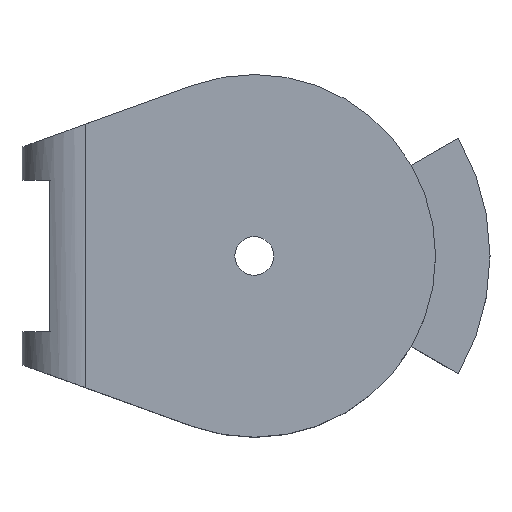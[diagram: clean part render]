
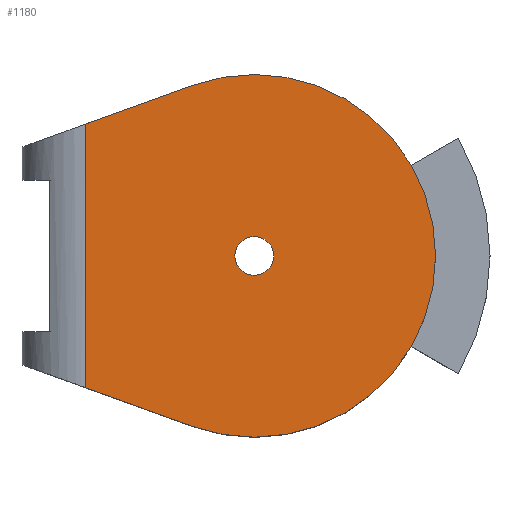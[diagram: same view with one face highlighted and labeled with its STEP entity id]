
A CAD part, top view. The second image highlights one B-rep face of the part: STEP entity #1180.
In plain terms, the highlighted planar face has unit normal (0, 0, 1).
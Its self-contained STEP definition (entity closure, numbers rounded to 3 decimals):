
#31=FACE_BOUND('',#255,.T.);
#74=PLANE('',#1305);
#111=CIRCLE('',#1284,5.35);
#116=CIRCLE('',#1304,50.);
#177=FACE_OUTER_BOUND('',#254,.T.);
#254=EDGE_LOOP('',(#1097,#1098,#1099,#1100));
#255=EDGE_LOOP('',(#1101));
#362=LINE('',#1954,#478);
#363=LINE('',#1957,#479);
#364=LINE('',#1961,#480);
#478=VECTOR('',#1612,10.);
#479=VECTOR('',#1615,10.);
#480=VECTOR('',#1620,10.);
#591=VERTEX_POINT('',#1927);
#596=VERTEX_POINT('',#1950);
#597=VERTEX_POINT('',#1952);
#598=VERTEX_POINT('',#1956);
#599=VERTEX_POINT('',#1960);
#742=EDGE_CURVE('',#591,#591,#111,.T.);
#756=EDGE_CURVE('',#596,#597,#362,.T.);
#757=EDGE_CURVE('',#596,#598,#363,.T.);
#759=EDGE_CURVE('',#599,#598,#364,.T.);
#769=EDGE_CURVE('',#597,#599,#116,.T.);
#1097=ORIENTED_EDGE('',*,*,#757,.F.);
#1098=ORIENTED_EDGE('',*,*,#756,.T.);
#1099=ORIENTED_EDGE('',*,*,#769,.T.);
#1100=ORIENTED_EDGE('',*,*,#759,.T.);
#1101=ORIENTED_EDGE('',*,*,#742,.T.);
#1180=ADVANCED_FACE('',(#177,#31),#74,.T.);
#1284=AXIS2_PLACEMENT_3D('',#1928,#1582,#1583);
#1304=AXIS2_PLACEMENT_3D('',#1980,#1642,#1643);
#1305=AXIS2_PLACEMENT_3D('',#1981,#1644,#1645);
#1582=DIRECTION('center_axis',(0.,0.,-1.));
#1583=DIRECTION('ref_axis',(-1.,0.,0.));
#1612=DIRECTION('',(0.94,-0.34,0.));
#1615=DIRECTION('',(0.,1.,0.));
#1620=DIRECTION('',(-0.94,-0.34,0.));
#1642=DIRECTION('center_axis',(0.,0.,1.));
#1643=DIRECTION('ref_axis',(1.,0.,0.));
#1644=DIRECTION('center_axis',(0.,0.,1.));
#1645=DIRECTION('ref_axis',(1.,0.,0.));
#1927=CARTESIAN_POINT('',(5.35,0.,35.));
#1928=CARTESIAN_POINT('Origin',(0.,0.,35.));
#1950=CARTESIAN_POINT('',(-46.531,-36.333,35.));
#1952=CARTESIAN_POINT('',(-17.016,-47.016,35.));
#1954=CARTESIAN_POINT('',(-64.031,-30.,35.));
#1956=CARTESIAN_POINT('',(-46.531,36.333,35.));
#1957=CARTESIAN_POINT('',(-46.531,15.,35.));
#1960=CARTESIAN_POINT('',(-17.016,47.016,35.));
#1961=CARTESIAN_POINT('',(-17.016,47.016,35.));
#1980=CARTESIAN_POINT('Origin',(0.,0.,35.));
#1981=CARTESIAN_POINT('Origin',(-7.016,0.,35.));
